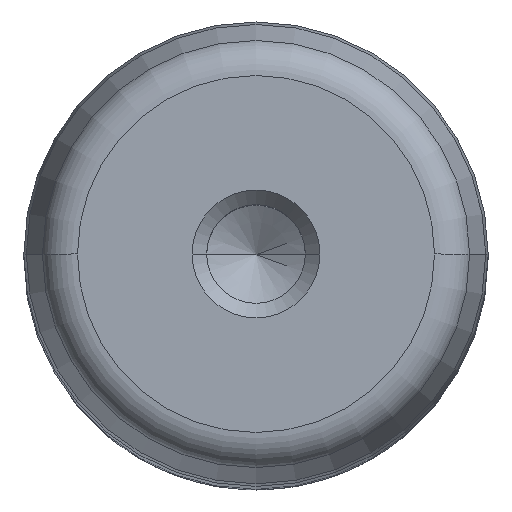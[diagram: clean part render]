
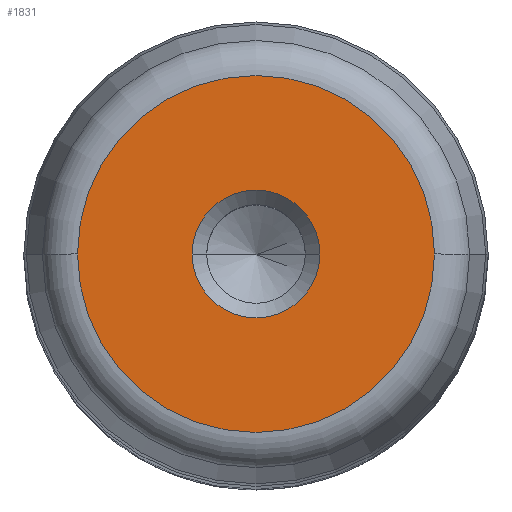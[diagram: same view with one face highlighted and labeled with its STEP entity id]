
A CAD part, top view. The second image highlights one B-rep face of the part: STEP entity #1831.
In plain terms, the highlighted planar face has unit normal (0, 0, 1).
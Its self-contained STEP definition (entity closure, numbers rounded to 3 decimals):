
#13 = DIRECTION ( 'NONE',  ( 0., 0., -1. ) ) ;
#60 = FACE_BOUND ( 'NONE', #2115, .T. ) ;
#106 = ORIENTED_EDGE ( 'NONE', *, *, #1639, .T. ) ;
#119 = AXIS2_PLACEMENT_3D ( 'NONE', #1972, #746, #1430 ) ;
#198 = CARTESIAN_POINT ( 'NONE',  ( 12.299, 0., 160. ) ) ;
#305 = EDGE_LOOP ( 'NONE', ( #2850, #936 ) ) ;
#332 = FACE_OUTER_BOUND ( 'NONE', #305, .T. ) ;
#477 = PLANE ( 'NONE',  #1055 ) ;
#643 = CIRCLE ( 'NONE', #1813, 12.299 ) ;
#667 = AXIS2_PLACEMENT_3D ( 'NONE', #1486, #13, #1698 ) ;
#746 = DIRECTION ( 'NONE',  ( 0., 0., -1. ) ) ;
#757 = CIRCLE ( 'NONE', #119, 4.4 ) ;
#890 = AXIS2_PLACEMENT_3D ( 'NONE', #2934, #2471, #3177 ) ;
#936 = ORIENTED_EDGE ( 'NONE', *, *, #2942, .F. ) ;
#1055 = AXIS2_PLACEMENT_3D ( 'NONE', #2449, #2949, #3192 ) ;
#1072 = EDGE_CURVE ( 'NONE', #1453, #2843, #643, .T. ) ;
#1177 = VERTEX_POINT ( 'NONE', #2128 ) ;
#1377 = CIRCLE ( 'NONE', #890, 12.299 ) ;
#1430 = DIRECTION ( 'NONE',  ( 1., 0., 0. ) ) ;
#1453 = VERTEX_POINT ( 'NONE', #2024 ) ;
#1486 = CARTESIAN_POINT ( 'NONE',  ( 0., 0., 160. ) ) ;
#1569 = DIRECTION ( 'NONE',  ( 0., 0., -1. ) ) ;
#1614 = CIRCLE ( 'NONE', #667, 4.4 ) ;
#1639 = EDGE_CURVE ( 'NONE', #1177, #2112, #757, .T. ) ;
#1698 = DIRECTION ( 'NONE',  ( 1., 0., 0. ) ) ;
#1813 = AXIS2_PLACEMENT_3D ( 'NONE', #1816, #1569, #2586 ) ;
#1816 = CARTESIAN_POINT ( 'NONE',  ( 0., 0., 160. ) ) ;
#1831 = ADVANCED_FACE ( 'NONE', ( #60, #332 ), #477, .T. ) ;
#1895 = ORIENTED_EDGE ( 'NONE', *, *, #3057, .T. ) ;
#1972 = CARTESIAN_POINT ( 'NONE',  ( 0., 0., 160. ) ) ;
#2024 = CARTESIAN_POINT ( 'NONE',  ( -12.299, 0., 160. ) ) ;
#2062 = CARTESIAN_POINT ( 'NONE',  ( 4.4, 0., 160. ) ) ;
#2112 = VERTEX_POINT ( 'NONE', #2062 ) ;
#2115 = EDGE_LOOP ( 'NONE', ( #1895, #106 ) ) ;
#2128 = CARTESIAN_POINT ( 'NONE',  ( -4.4, 0., 160. ) ) ;
#2449 = CARTESIAN_POINT ( 'NONE',  ( 0., 0., 160. ) ) ;
#2471 = DIRECTION ( 'NONE',  ( 0., 0., -1. ) ) ;
#2586 = DIRECTION ( 'NONE',  ( -1., 0., 0. ) ) ;
#2843 = VERTEX_POINT ( 'NONE', #198 ) ;
#2850 = ORIENTED_EDGE ( 'NONE', *, *, #1072, .F. ) ;
#2934 = CARTESIAN_POINT ( 'NONE',  ( 0., 0., 160. ) ) ;
#2942 = EDGE_CURVE ( 'NONE', #2843, #1453, #1377, .T. ) ;
#2949 = DIRECTION ( 'NONE',  ( 0., 0., 1. ) ) ;
#3057 = EDGE_CURVE ( 'NONE', #2112, #1177, #1614, .T. ) ;
#3177 = DIRECTION ( 'NONE',  ( -1., 0., 0. ) ) ;
#3192 = DIRECTION ( 'NONE',  ( 1., 0., 0. ) ) ;
